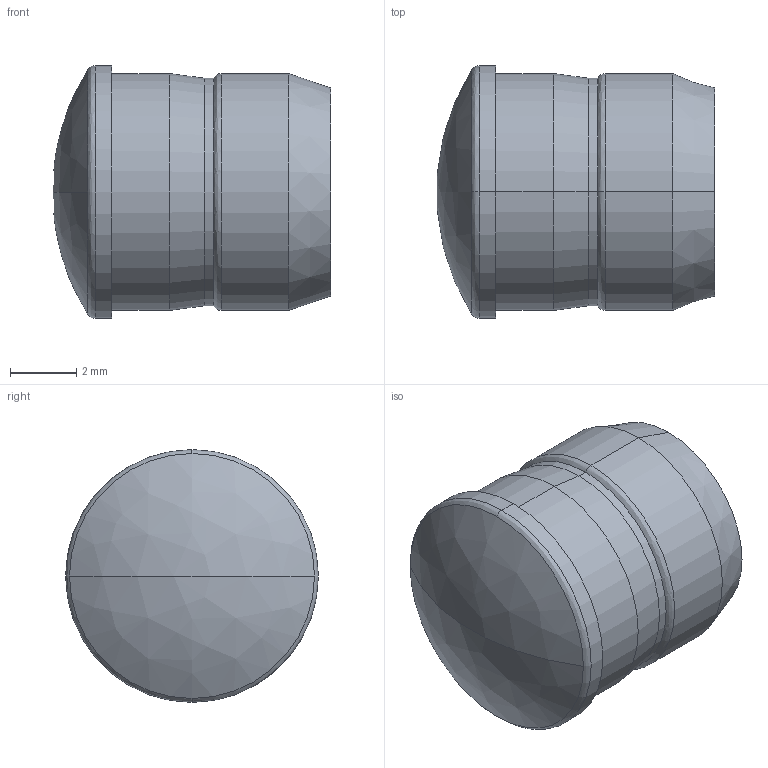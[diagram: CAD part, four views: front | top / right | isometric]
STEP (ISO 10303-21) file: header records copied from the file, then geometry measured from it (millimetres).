
FILE_DESCRIPTION (( 'STEP AP214' ), '1' );
FILE_NAME ('CMC_313 Series.STEP', '2018-02-06T17:09:24', ( '' ), ( '' ), 'SwSTEP 2.0', 'SolidWorks 2016', '' );
FILE_SCHEMA (( 'AUTOMOTIVE_DESIGN' ));
Length unit declared in the file: millimetre
Products named in the file (1): CMC_313 Series
Bounding box: 8.36 x 7.62 x 7.62 mm (x, y, z)
Volume: 145.1 mm3; surface area: 370 mm2
Topology: 1 solids, 1 shells, 24 faces, 48 edges, 28 vertices
Faces by surface type: cylinder 10, bspline 8, cone 4, plane 2
Entity records: 752 total; most frequent: CARTESIAN_POINT 221, DIRECTION 116, ORIENTED_EDGE 96, AXIS2_PLACEMENT_3D 51, EDGE_CURVE 48, CIRCLE 34, VERTEX_POINT 28, EDGE_LOOP 26
